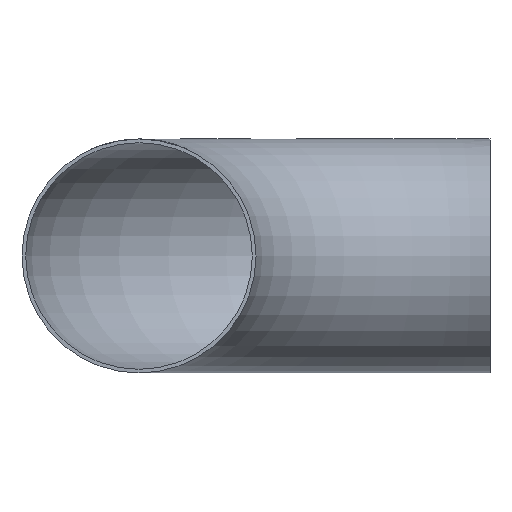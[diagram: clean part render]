
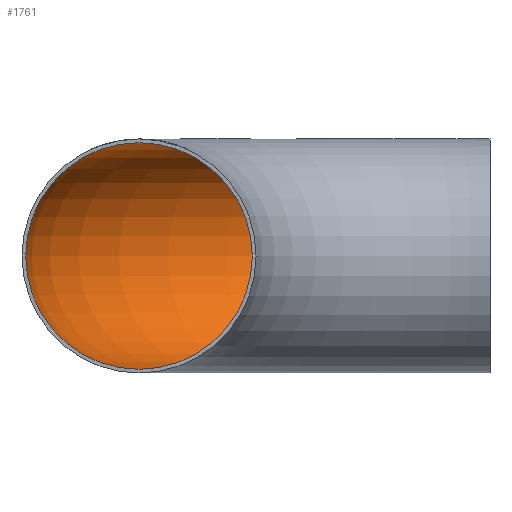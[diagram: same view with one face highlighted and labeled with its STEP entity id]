
A CAD part, front view. The second image highlights one B-rep face of the part: STEP entity #1761.
In plain terms, the highlighted toroidal (fillet/blend) face has major radius 762 mm and minor radius 246 mm.
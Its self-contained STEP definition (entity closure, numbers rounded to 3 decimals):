
#742 = AXIS2_PLACEMENT_3D ( 'NONE', #30849, #44890, #19811 ) ;
#1761 = ADVANCED_FACE ( 'NONE', ( #30393, #13244 ), #44183, .F. ) ;
#3644 = ORIENTED_EDGE ( 'NONE', *, *, #17220, .F. ) ;
#4225 = DIRECTION ( 'NONE',  ( 0., 0., 1. ) ) ;
#8784 = CARTESIAN_POINT ( 'NONE',  ( -762., 0., 246. ) ) ;
#9559 = CARTESIAN_POINT ( 'NONE',  ( 0., 762., 0. ) ) ;
#10195 = AXIS2_PLACEMENT_3D ( 'NONE', #11514, #42924, #4225 ) ;
#11514 = CARTESIAN_POINT ( 'NONE',  ( -762., 0., 0. ) ) ;
#13244 = FACE_OUTER_BOUND ( 'NONE', #16823, .T. ) ;
#14259 = CIRCLE ( 'NONE', #40451, 246. ) ;
#16823 = EDGE_LOOP ( 'NONE', ( #3644 ) ) ;
#17220 = EDGE_CURVE ( 'NONE', #44414, #44414, #42374, .T. ) ;
#19811 = DIRECTION ( 'NONE',  ( -1., 0., 0. ) ) ;
#20805 = DIRECTION ( 'NONE',  ( 0., 1., 0. ) ) ;
#21416 = ORIENTED_EDGE ( 'NONE', *, *, #30484, .T. ) ;
#23098 = VERTEX_POINT ( 'NONE', #30374 ) ;
#30374 = CARTESIAN_POINT ( 'NONE',  ( 0., 1008., 0. ) ) ;
#30393 = FACE_OUTER_BOUND ( 'NONE', #37422, .T. ) ;
#30484 = EDGE_CURVE ( 'NONE', #23098, #23098, #14259, .T. ) ;
#30849 = CARTESIAN_POINT ( 'NONE',  ( 0., 0., 0. ) ) ;
#31141 = DIRECTION ( 'NONE',  ( 1., 0., 0. ) ) ;
#37422 = EDGE_LOOP ( 'NONE', ( #21416 ) ) ;
#40451 = AXIS2_PLACEMENT_3D ( 'NONE', #9559, #31141, #20805 ) ;
#42374 = CIRCLE ( 'NONE', #10195, 246. ) ;
#42924 = DIRECTION ( 'NONE',  ( 0., 1., 0. ) ) ;
#44183 = TOROIDAL_SURFACE ( 'NONE', #742, 762., 246. ) ;
#44414 = VERTEX_POINT ( 'NONE', #8784 ) ;
#44890 = DIRECTION ( 'NONE',  ( 0., 0., -1. ) ) ;
